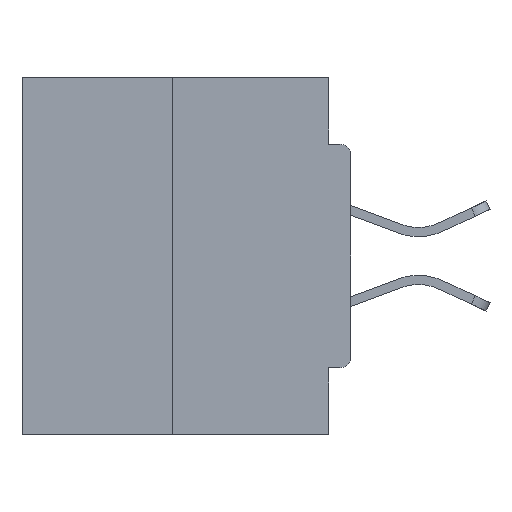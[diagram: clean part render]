
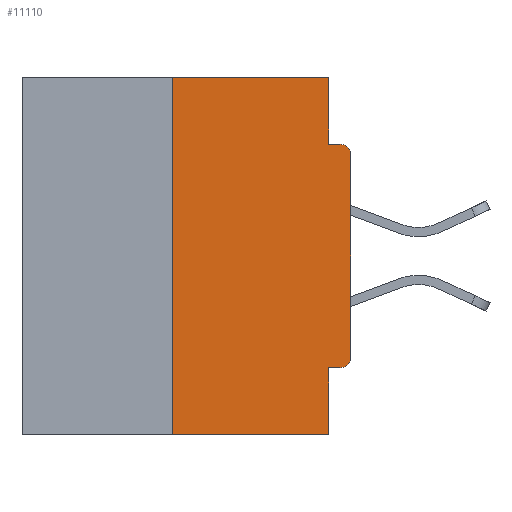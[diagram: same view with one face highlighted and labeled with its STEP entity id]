
A CAD part, left-side view. The second image highlights one B-rep face of the part: STEP entity #11110.
In plain terms, the highlighted planar face has unit normal (-1, 0, 0).
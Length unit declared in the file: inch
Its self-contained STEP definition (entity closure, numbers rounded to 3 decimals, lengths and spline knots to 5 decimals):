
#811 = CARTESIAN_POINT ( 'NONE',  ( 0., 0.015, -0.3915 ) ) ;
#2219 = EDGE_CURVE ( 'NONE', #17068, #10249, #34215, .T. ) ;
#3064 = CARTESIAN_POINT ( 'NONE',  ( 0., 0.031, 0. ) ) ;
#4240 = LINE ( 'NONE', #19637, #35162 ) ;
#4762 = LINE ( 'NONE', #12276, #20745 ) ;
#4880 = EDGE_CURVE ( 'NONE', #29150, #12747, #23493, .T. ) ;
#5847 = VECTOR ( 'NONE', #26765, 39.37008 ) ;
#5911 = CARTESIAN_POINT ( 'NONE',  ( 0., 0.25, -0.5 ) ) ;
#6233 = LINE ( 'NONE', #32306, #19547 ) ;
#6508 = ORIENTED_EDGE ( 'NONE', *, *, #2219, .F. ) ;
#8165 = CARTESIAN_POINT ( 'NONE',  ( 0., 0.46, -0.5 ) ) ;
#8516 = CARTESIAN_POINT ( 'NONE',  ( 0., 0.031, -0.4065 ) ) ;
#9048 = VECTOR ( 'NONE', #14853, 39.37008 ) ;
#9668 = ORIENTED_EDGE ( 'NONE', *, *, #4880, .T. ) ;
#9701 = ORIENTED_EDGE ( 'NONE', *, *, #23001, .F. ) ;
#10249 = VERTEX_POINT ( 'NONE', #14184 ) ;
#10698 = VERTEX_POINT ( 'NONE', #5911 ) ;
#10878 = LINE ( 'NONE', #23183, #35373 ) ;
#11110 = ADVANCED_FACE ( 'NONE', ( #19504 ), #43876, .F. ) ;
#12276 = CARTESIAN_POINT ( 'NONE',  ( 0., 0., -0.4065 ) ) ;
#12747 = VERTEX_POINT ( 'NONE', #42927 ) ;
#13934 = ORIENTED_EDGE ( 'NONE', *, *, #30426, .F. ) ;
#14184 = CARTESIAN_POINT ( 'NONE',  ( 0., 0.031, -0.0935 ) ) ;
#14234 = DIRECTION ( 'NONE',  ( -1., 0., 0. ) ) ;
#14853 = DIRECTION ( 'NONE',  ( 0., -1., 0. ) ) ;
#15181 = CARTESIAN_POINT ( 'NONE',  ( 0., 0.015, -0.4065 ) ) ;
#15293 = ORIENTED_EDGE ( 'NONE', *, *, #23301, .T. ) ;
#15626 = DIRECTION ( 'NONE',  ( 0., -1., 0. ) ) ;
#15706 = VECTOR ( 'NONE', #31888, 39.37008 ) ;
#16367 = DIRECTION ( 'NONE',  ( 0., 0., 1. ) ) ;
#16572 = DIRECTION ( 'NONE',  ( 0., 0., -1. ) ) ;
#17068 = VERTEX_POINT ( 'NONE', #39611 ) ;
#17137 = ORIENTED_EDGE ( 'NONE', *, *, #43914, .F. ) ;
#17504 = ORIENTED_EDGE ( 'NONE', *, *, #26185, .F. ) ;
#18071 = CARTESIAN_POINT ( 'NONE',  ( 0., 0.015, -0.1085 ) ) ;
#18967 = CARTESIAN_POINT ( 'NONE',  ( 0., 0., -0.1085 ) ) ;
#18968 = ORIENTED_EDGE ( 'NONE', *, *, #30031, .T. ) ;
#19406 = DIRECTION ( 'NONE',  ( 0., 0., -1. ) ) ;
#19504 = FACE_OUTER_BOUND ( 'NONE', #42550, .T. ) ;
#19547 = VECTOR ( 'NONE', #15626, 39.37008 ) ;
#19637 = CARTESIAN_POINT ( 'NONE',  ( 0., 0.25, 0. ) ) ;
#20340 = VERTEX_POINT ( 'NONE', #24447 ) ;
#20745 = VECTOR ( 'NONE', #36075, 39.37008 ) ;
#20755 = DIRECTION ( 'NONE',  ( -1., 0., 0. ) ) ;
#20924 = ORIENTED_EDGE ( 'NONE', *, *, #41725, .T. ) ;
#23001 = EDGE_CURVE ( 'NONE', #20340, #17068, #23128, .T. ) ;
#23128 = LINE ( 'NONE', #32484, #15706 ) ;
#23183 = CARTESIAN_POINT ( 'NONE',  ( 0., 0., 0. ) ) ;
#23301 = EDGE_CURVE ( 'NONE', #43132, #29150, #10878, .T. ) ;
#23446 = ORIENTED_EDGE ( 'NONE', *, *, #29859, .F. ) ;
#23493 = CIRCLE ( 'NONE', #39394, 0.015 ) ;
#24242 = VERTEX_POINT ( 'NONE', #8516 ) ;
#24447 = CARTESIAN_POINT ( 'NONE',  ( 0., 0.25, 0. ) ) ;
#24623 = DIRECTION ( 'NONE',  ( 0., 0., -1. ) ) ;
#26020 = AXIS2_PLACEMENT_3D ( 'NONE', #43459, #33392, #16572 ) ;
#26185 = EDGE_CURVE ( 'NONE', #39935, #24242, #4762, .T. ) ;
#26765 = DIRECTION ( 'NONE',  ( 0., 0., -1. ) ) ;
#27651 = CARTESIAN_POINT ( 'NONE',  ( 0., 0., -0.3915 ) ) ;
#29150 = VERTEX_POINT ( 'NONE', #18967 ) ;
#29859 = EDGE_CURVE ( 'NONE', #10698, #20340, #4240, .T. ) ;
#30031 = EDGE_CURVE ( 'NONE', #10698, #33628, #31421, .T. ) ;
#30404 = CIRCLE ( 'NONE', #38651, 0.015 ) ;
#30426 = EDGE_CURVE ( 'NONE', #24242, #33628, #37805, .T. ) ;
#31421 = LINE ( 'NONE', #8165, #9048 ) ;
#31888 = DIRECTION ( 'NONE',  ( 0., -1., 0. ) ) ;
#32306 = CARTESIAN_POINT ( 'NONE',  ( 0., 0., -0.0935 ) ) ;
#32484 = CARTESIAN_POINT ( 'NONE',  ( 0., 0.46, 0. ) ) ;
#33392 = DIRECTION ( 'NONE',  ( 1., 0., 0. ) ) ;
#33628 = VERTEX_POINT ( 'NONE', #33955 ) ;
#33955 = CARTESIAN_POINT ( 'NONE',  ( 0., 0.031, -0.5 ) ) ;
#34215 = LINE ( 'NONE', #3064, #39007 ) ;
#35162 = VECTOR ( 'NONE', #16367, 39.37008 ) ;
#35373 = VECTOR ( 'NONE', #40347, 39.37008 ) ;
#36075 = DIRECTION ( 'NONE',  ( 0., 1., 0. ) ) ;
#37805 = LINE ( 'NONE', #44078, #5847 ) ;
#38651 = AXIS2_PLACEMENT_3D ( 'NONE', #811, #20755, #24623 ) ;
#39007 = VECTOR ( 'NONE', #19406, 39.37008 ) ;
#39394 = AXIS2_PLACEMENT_3D ( 'NONE', #18071, #14234, #41968 ) ;
#39611 = CARTESIAN_POINT ( 'NONE',  ( 0., 0.031, 0. ) ) ;
#39935 = VERTEX_POINT ( 'NONE', #15181 ) ;
#40347 = DIRECTION ( 'NONE',  ( 0., 0., 1. ) ) ;
#41725 = EDGE_CURVE ( 'NONE', #39935, #43132, #30404, .T. ) ;
#41968 = DIRECTION ( 'NONE',  ( 0., 0., -1. ) ) ;
#42550 = EDGE_LOOP ( 'NONE', ( #9701, #23446, #18968, #13934, #17504, #20924, #15293, #9668, #17137, #6508 ) ) ;
#42927 = CARTESIAN_POINT ( 'NONE',  ( 0., 0.015, -0.0935 ) ) ;
#43132 = VERTEX_POINT ( 'NONE', #27651 ) ;
#43459 = CARTESIAN_POINT ( 'NONE',  ( 0., 0.46, 0. ) ) ;
#43876 = PLANE ( 'NONE',  #26020 ) ;
#43914 = EDGE_CURVE ( 'NONE', #10249, #12747, #6233, .T. ) ;
#44078 = CARTESIAN_POINT ( 'NONE',  ( 0., 0.031, -0.5 ) ) ;
